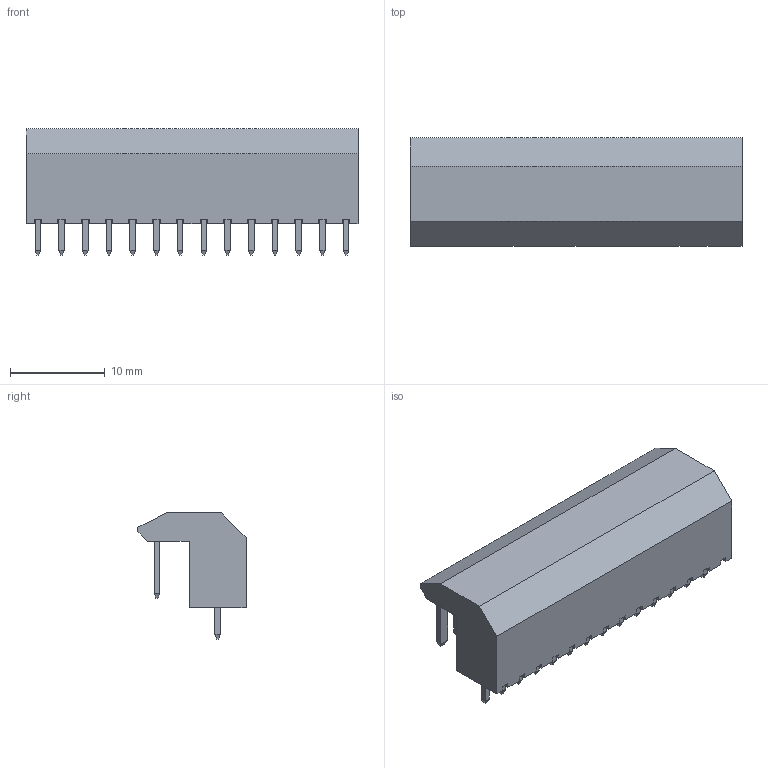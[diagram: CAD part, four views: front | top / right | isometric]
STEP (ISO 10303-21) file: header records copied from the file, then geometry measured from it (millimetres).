
FILE_DESCRIPTION(('FreeCAD Model'),'2;1');
FILE_NAME('Open CASCADE Shape Model','2021-07-29T09:44:13',( 'kicad StepUp'),('ksu MCAD'),'Open CASCADE STEP processor 7.4', 'FreeCAD','Unknown');
FILE_SCHEMA(('AUTOMOTIVE_DESIGN { 1 0 10303 214 1 1 1 1 }'));
Length unit declared in the file: millimetre
Products named in the file (1): JST_NH_BE14P-SHF-1AA_1x14_P2.50mm_Vertical.copy
Bounding box: 35 x 11.4 x 13.3 mm (x, y, z)
Volume: 2485.2 mm3; surface area: 2000.1 mm2
Topology: 29 solids, 29 shells, 347 faces, 755 edges, 466 vertices
Faces by surface type: plane 235, bspline 112
Entity records: 20793 total; most frequent: CARTESIAN_POINT 4199, DIRECTION 1953, ORIENTED_EDGE 1510, PCURVE 1510, DEFINITIONAL_REPRESENTATION 1510, LINE 1481, VECTOR 1481, B_SPLINE_CURVE_WITH_KNOTS 784
